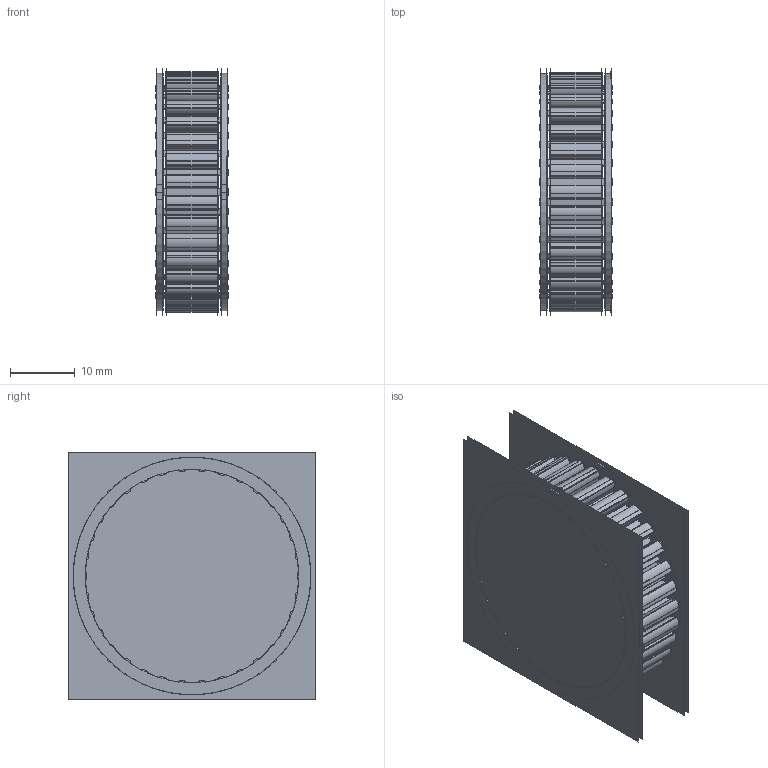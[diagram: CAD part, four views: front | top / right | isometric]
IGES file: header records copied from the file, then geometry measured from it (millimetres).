
Start section:  PTC IGES file: fe437m.igs
Global section: file name: fe437m.igs; native system: Creo Parametric by Parametric Technology Corporation; preprocessor: 2013150; author: sales 4; organization: Unknown; date: 20140324.141717; units: millimetre
Bounding box: 11.44 x 38.27 x 38.27 mm (x, y, z)
Volume: 2266.5 mm3; surface area: 50317.1 mm2
Topology: 35 solids, 35 shells, 2708 faces, 14474 edges, 18360 vertices
Faces by surface type: revolution 1368, bspline 1340
